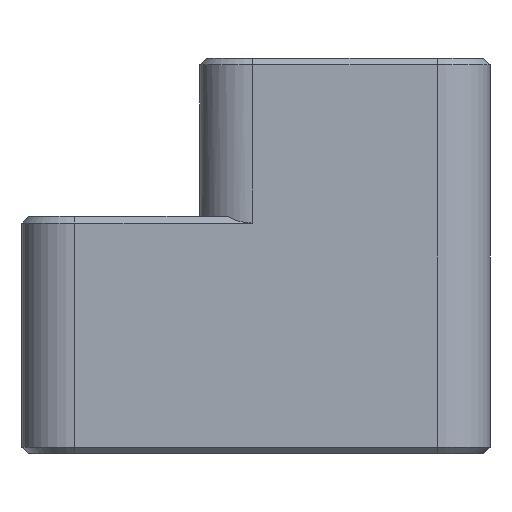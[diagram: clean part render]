
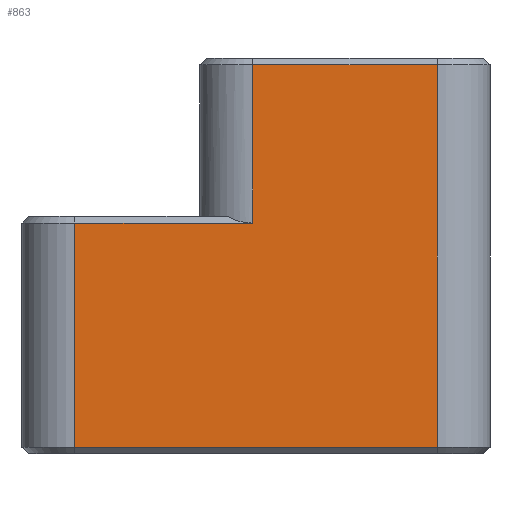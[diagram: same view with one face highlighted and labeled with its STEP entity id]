
A CAD part, left-side view. The second image highlights one B-rep face of the part: STEP entity #863.
In plain terms, the highlighted planar face has unit normal (-1, 0, 0).
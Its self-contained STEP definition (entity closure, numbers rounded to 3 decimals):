
#50=PLANE('',#951);
#83=FACE_OUTER_BOUND('',#142,.T.);
#142=EDGE_LOOP('',(#655,#656,#657,#658,#659,#660));
#212=LINE('',#1388,#285);
#216=LINE('',#1397,#289);
#217=LINE('',#1401,#290);
#218=LINE('',#1403,#291);
#219=LINE('',#1405,#292);
#220=LINE('',#1406,#293);
#285=VECTOR('',#1109,10.);
#289=VECTOR('',#1117,10.);
#290=VECTOR('',#1122,10.);
#291=VECTOR('',#1123,10.);
#292=VECTOR('',#1124,10.);
#293=VECTOR('',#1125,10.);
#403=VERTEX_POINT('',#1360);
#409=VERTEX_POINT('',#1384);
#412=VERTEX_POINT('',#1396);
#413=VERTEX_POINT('',#1400);
#414=VERTEX_POINT('',#1402);
#415=VERTEX_POINT('',#1404);
#495=EDGE_CURVE('',#403,#409,#212,.T.);
#499=EDGE_CURVE('',#409,#412,#216,.T.);
#501=EDGE_CURVE('',#413,#403,#217,.T.);
#502=EDGE_CURVE('',#414,#413,#218,.T.);
#503=EDGE_CURVE('',#415,#414,#219,.T.);
#504=EDGE_CURVE('',#412,#415,#220,.T.);
#655=ORIENTED_EDGE('',*,*,#495,.F.);
#656=ORIENTED_EDGE('',*,*,#501,.F.);
#657=ORIENTED_EDGE('',*,*,#502,.F.);
#658=ORIENTED_EDGE('',*,*,#503,.F.);
#659=ORIENTED_EDGE('',*,*,#504,.F.);
#660=ORIENTED_EDGE('',*,*,#499,.F.);
#863=ADVANCED_FACE('',(#83),#50,.T.);
#951=AXIS2_PLACEMENT_3D('',#1399,#1120,#1121);
#1109=DIRECTION('',(0.,-1.,0.));
#1117=DIRECTION('',(0.,0.,-1.));
#1120=DIRECTION('center_axis',(-1.,0.,0.));
#1121=DIRECTION('ref_axis',(0.,1.,0.));
#1122=DIRECTION('',(0.,0.,1.));
#1123=DIRECTION('',(0.,-1.,0.));
#1124=DIRECTION('',(0.,0.,1.));
#1125=DIRECTION('',(0.,1.,0.));
#1360=CARTESIAN_POINT('',(-165.68,-346.775,35.369));
#1384=CARTESIAN_POINT('',(-165.68,-360.775,35.369));
#1388=CARTESIAN_POINT('',(-165.68,-355.9,35.369));
#1396=CARTESIAN_POINT('',(-165.68,-360.775,6.369));
#1397=CARTESIAN_POINT('',(-165.68,-360.775,35.869));
#1399=CARTESIAN_POINT('Origin',(-165.68,-364.775,35.869));
#1400=CARTESIAN_POINT('',(-165.68,-346.775,23.369));
#1401=CARTESIAN_POINT('',(-165.68,-346.775,35.869));
#1402=CARTESIAN_POINT('',(-165.68,-333.275,23.369));
#1403=CARTESIAN_POINT('',(-165.68,-350.4,23.369));
#1404=CARTESIAN_POINT('',(-165.68,-333.275,6.369));
#1405=CARTESIAN_POINT('',(-165.68,-333.275,35.869));
#1406=CARTESIAN_POINT('',(-165.68,-355.9,6.369));
